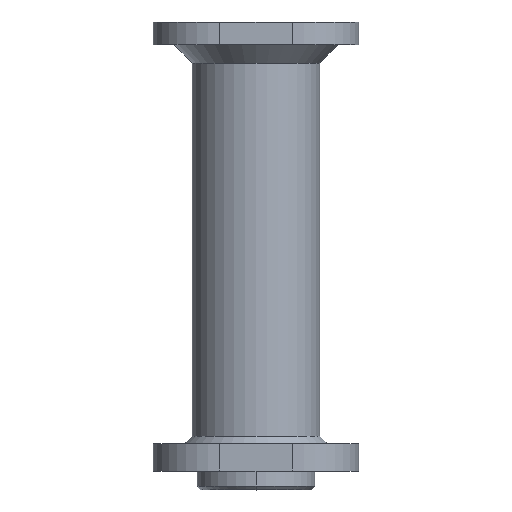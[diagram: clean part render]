
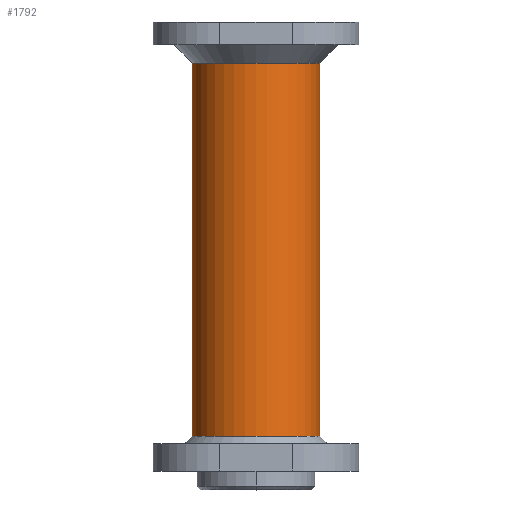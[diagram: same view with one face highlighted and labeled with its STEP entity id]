
A CAD part, top view. The second image highlights one B-rep face of the part: STEP entity #1792.
In plain terms, the highlighted cylindrical face has radius 17 mm (diameter 34 mm), a partial arc.
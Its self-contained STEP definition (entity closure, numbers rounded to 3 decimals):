
#42 = DIRECTION ( 'NONE',  ( 1., 0., 0. ) ) ;
#78 = VECTOR ( 'NONE', #407, 1000. ) ;
#107 = FACE_OUTER_BOUND ( 'NONE', #1299, .T. ) ;
#129 = CIRCLE ( 'NONE', #365, 17. ) ;
#201 = AXIS2_PLACEMENT_3D ( 'NONE', #2161, #2400, #432 ) ;
#236 = CIRCLE ( 'NONE', #201, 17. ) ;
#264 = DIRECTION ( 'NONE',  ( 0., -1., 0. ) ) ;
#365 = AXIS2_PLACEMENT_3D ( 'NONE', #1765, #405, #42 ) ;
#405 = DIRECTION ( 'NONE',  ( 0., -1., 0. ) ) ;
#407 = DIRECTION ( 'NONE',  ( 0., -1., 0. ) ) ;
#422 = VERTEX_POINT ( 'NONE', #949 ) ;
#432 = DIRECTION ( 'NONE',  ( 1., 0., 0. ) ) ;
#833 = LINE ( 'NONE', #857, #1762 ) ;
#857 = CARTESIAN_POINT ( 'NONE',  ( -17., -1000., 0. ) ) ;
#926 = DIRECTION ( 'NONE',  ( 0., -1., 0. ) ) ;
#949 = CARTESIAN_POINT ( 'NONE',  ( -17., 114., 0. ) ) ;
#968 = LINE ( 'NONE', #1542, #78 ) ;
#1102 = ORIENTED_EDGE ( 'NONE', *, *, #2088, .F. ) ;
#1125 = EDGE_CURVE ( 'NONE', #1329, #422, #129, .T. ) ;
#1215 = ORIENTED_EDGE ( 'NONE', *, *, #2465, .F. ) ;
#1299 = EDGE_LOOP ( 'NONE', ( #1487, #1912, #1102, #1215 ) ) ;
#1329 = VERTEX_POINT ( 'NONE', #2079 ) ;
#1487 = ORIENTED_EDGE ( 'NONE', *, *, #1125, .T. ) ;
#1498 = CARTESIAN_POINT ( 'NONE',  ( 0., -1000., 0. ) ) ;
#1542 = CARTESIAN_POINT ( 'NONE',  ( 17., -1000., 0. ) ) ;
#1762 = VECTOR ( 'NONE', #264, 1000. ) ;
#1765 = CARTESIAN_POINT ( 'NONE',  ( 0., 114., 0. ) ) ;
#1792 = ADVANCED_FACE ( 'NONE', ( #107 ), #2406, .T. ) ;
#1898 = CARTESIAN_POINT ( 'NONE',  ( -17., 14.3, 0. ) ) ;
#1912 = ORIENTED_EDGE ( 'NONE', *, *, #2039, .T. ) ;
#2003 = AXIS2_PLACEMENT_3D ( 'NONE', #1498, #926, #2461 ) ;
#2039 = EDGE_CURVE ( 'NONE', #422, #2448, #833, .T. ) ;
#2079 = CARTESIAN_POINT ( 'NONE',  ( 17., 114., 0. ) ) ;
#2088 = EDGE_CURVE ( 'NONE', #2361, #2448, #236, .T. ) ;
#2120 = CARTESIAN_POINT ( 'NONE',  ( 17., 14.3, 0. ) ) ;
#2161 = CARTESIAN_POINT ( 'NONE',  ( 0., 14.3, 0. ) ) ;
#2361 = VERTEX_POINT ( 'NONE', #2120 ) ;
#2400 = DIRECTION ( 'NONE',  ( 0., -1., 0. ) ) ;
#2406 = CYLINDRICAL_SURFACE ( 'NONE', #2003, 17. ) ;
#2448 = VERTEX_POINT ( 'NONE', #1898 ) ;
#2461 = DIRECTION ( 'NONE',  ( 1., 0., 0. ) ) ;
#2465 = EDGE_CURVE ( 'NONE', #1329, #2361, #968, .T. ) ;
